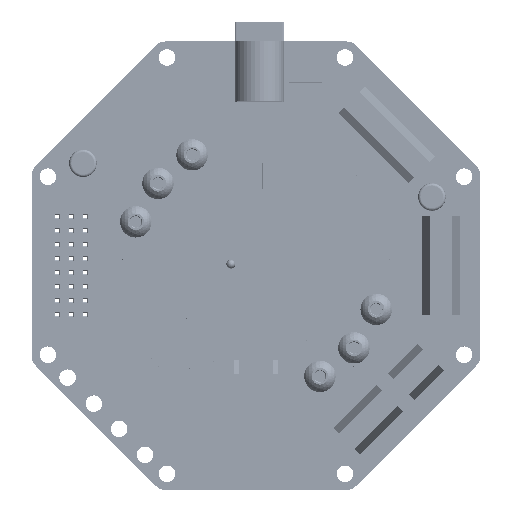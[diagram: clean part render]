
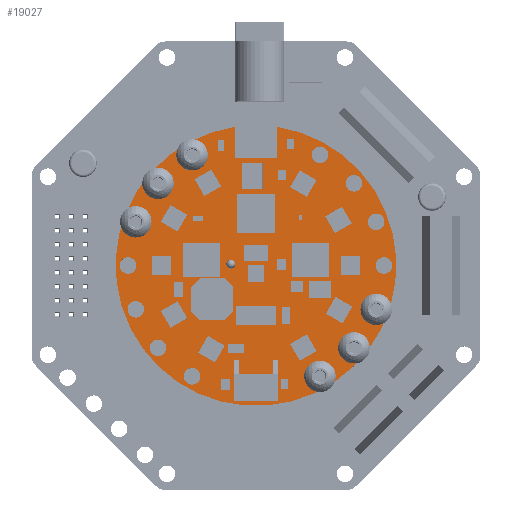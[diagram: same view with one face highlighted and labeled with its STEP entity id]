
A CAD part, top view. The second image highlights one B-rep face of the part: STEP entity #19027.
In plain terms, the highlighted planar face has unit normal (0, 0, 1).
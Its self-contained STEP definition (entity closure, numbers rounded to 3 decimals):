
#573=FACE_BOUND('',#3552,.T.);
#574=FACE_BOUND('',#3553,.T.);
#575=FACE_BOUND('',#3554,.T.);
#576=FACE_BOUND('',#3555,.T.);
#577=FACE_BOUND('',#3556,.T.);
#578=FACE_BOUND('',#3557,.T.);
#579=FACE_BOUND('',#3558,.T.);
#580=FACE_BOUND('',#3559,.T.);
#581=FACE_BOUND('',#3560,.T.);
#582=FACE_BOUND('',#3561,.T.);
#583=FACE_BOUND('',#3562,.T.);
#584=FACE_BOUND('',#3563,.T.);
#585=FACE_BOUND('',#3564,.T.);
#586=FACE_BOUND('',#3565,.T.);
#884=CIRCLE('',#20527,1.5);
#886=CIRCLE('',#20530,1.5);
#888=CIRCLE('',#20533,1.5);
#890=CIRCLE('',#20536,1.5);
#892=CIRCLE('',#20539,1.5);
#894=CIRCLE('',#20542,1.5);
#896=CIRCLE('',#20545,1.5);
#898=CIRCLE('',#20548,1.5);
#900=CIRCLE('',#20551,1.5);
#902=CIRCLE('',#20554,1.5);
#904=CIRCLE('',#20557,1.5);
#906=CIRCLE('',#20560,1.5);
#908=CIRCLE('',#20563,1.5);
#910=CIRCLE('',#20566,1.5);
#913=CIRCLE('',#20571,25.43);
#2190=FACE_OUTER_BOUND('',#3551,.T.);
#3551=EDGE_LOOP('',(#15848,#15849));
#3552=EDGE_LOOP('',(#15850));
#3553=EDGE_LOOP('',(#15851));
#3554=EDGE_LOOP('',(#15852));
#3555=EDGE_LOOP('',(#15853));
#3556=EDGE_LOOP('',(#15854));
#3557=EDGE_LOOP('',(#15855));
#3558=EDGE_LOOP('',(#15856));
#3559=EDGE_LOOP('',(#15857));
#3560=EDGE_LOOP('',(#15858));
#3561=EDGE_LOOP('',(#15859));
#3562=EDGE_LOOP('',(#15860));
#3563=EDGE_LOOP('',(#15861));
#3564=EDGE_LOOP('',(#15862));
#3565=EDGE_LOOP('',(#15863));
#5428=LINE('',#29795,#7464);
#7464=VECTOR('',#24682,10.);
#9133=VERTEX_POINT('',#29705);
#9135=VERTEX_POINT('',#29711);
#9137=VERTEX_POINT('',#29717);
#9139=VERTEX_POINT('',#29723);
#9141=VERTEX_POINT('',#29729);
#9143=VERTEX_POINT('',#29735);
#9145=VERTEX_POINT('',#29741);
#9147=VERTEX_POINT('',#29747);
#9149=VERTEX_POINT('',#29753);
#9151=VERTEX_POINT('',#29759);
#9153=VERTEX_POINT('',#29765);
#9155=VERTEX_POINT('',#29771);
#9157=VERTEX_POINT('',#29777);
#9159=VERTEX_POINT('',#29783);
#9163=VERTEX_POINT('',#29792);
#9164=VERTEX_POINT('',#29794);
#11434=EDGE_CURVE('',#9133,#9133,#884,.T.);
#11437=EDGE_CURVE('',#9135,#9135,#886,.T.);
#11440=EDGE_CURVE('',#9137,#9137,#888,.T.);
#11443=EDGE_CURVE('',#9139,#9139,#890,.T.);
#11446=EDGE_CURVE('',#9141,#9141,#892,.T.);
#11449=EDGE_CURVE('',#9143,#9143,#894,.T.);
#11452=EDGE_CURVE('',#9145,#9145,#896,.T.);
#11455=EDGE_CURVE('',#9147,#9147,#898,.T.);
#11458=EDGE_CURVE('',#9149,#9149,#900,.T.);
#11461=EDGE_CURVE('',#9151,#9151,#902,.T.);
#11464=EDGE_CURVE('',#9153,#9153,#904,.T.);
#11467=EDGE_CURVE('',#9155,#9155,#906,.T.);
#11470=EDGE_CURVE('',#9157,#9157,#908,.T.);
#11473=EDGE_CURVE('',#9159,#9159,#910,.T.);
#11478=EDGE_CURVE('',#9164,#9163,#5428,.T.);
#11481=EDGE_CURVE('',#9163,#9164,#913,.T.);
#15848=ORIENTED_EDGE('',*,*,#11481,.T.);
#15849=ORIENTED_EDGE('',*,*,#11478,.T.);
#15850=ORIENTED_EDGE('',*,*,#11473,.T.);
#15851=ORIENTED_EDGE('',*,*,#11470,.T.);
#15852=ORIENTED_EDGE('',*,*,#11467,.T.);
#15853=ORIENTED_EDGE('',*,*,#11464,.T.);
#15854=ORIENTED_EDGE('',*,*,#11461,.T.);
#15855=ORIENTED_EDGE('',*,*,#11458,.T.);
#15856=ORIENTED_EDGE('',*,*,#11455,.T.);
#15857=ORIENTED_EDGE('',*,*,#11452,.T.);
#15858=ORIENTED_EDGE('',*,*,#11449,.T.);
#15859=ORIENTED_EDGE('',*,*,#11446,.T.);
#15860=ORIENTED_EDGE('',*,*,#11443,.T.);
#15861=ORIENTED_EDGE('',*,*,#11440,.T.);
#15862=ORIENTED_EDGE('',*,*,#11437,.T.);
#15863=ORIENTED_EDGE('',*,*,#11434,.T.);
#18023=PLANE('',#20572);
#19027=ADVANCED_FACE('',(#2190,#573,#574,#575,#576,#577,#578,#579,#580,
#581,#582,#583,#584,#585,#586),#18023,.T.);
#20527=AXIS2_PLACEMENT_3D('',#29706,#24582,#24583);
#20530=AXIS2_PLACEMENT_3D('',#29712,#24589,#24590);
#20533=AXIS2_PLACEMENT_3D('',#29718,#24596,#24597);
#20536=AXIS2_PLACEMENT_3D('',#29724,#24603,#24604);
#20539=AXIS2_PLACEMENT_3D('',#29730,#24610,#24611);
#20542=AXIS2_PLACEMENT_3D('',#29736,#24617,#24618);
#20545=AXIS2_PLACEMENT_3D('',#29742,#24624,#24625);
#20548=AXIS2_PLACEMENT_3D('',#29748,#24631,#24632);
#20551=AXIS2_PLACEMENT_3D('',#29754,#24638,#24639);
#20554=AXIS2_PLACEMENT_3D('',#29760,#24645,#24646);
#20557=AXIS2_PLACEMENT_3D('',#29766,#24652,#24653);
#20560=AXIS2_PLACEMENT_3D('',#29772,#24659,#24660);
#20563=AXIS2_PLACEMENT_3D('',#29778,#24666,#24667);
#20566=AXIS2_PLACEMENT_3D('',#29784,#24673,#24674);
#20571=AXIS2_PLACEMENT_3D('',#29799,#24688,#24689);
#20572=AXIS2_PLACEMENT_3D('',#29800,#24690,#24691);
#24582=DIRECTION('center_axis',(0.,0.,-1.));
#24583=DIRECTION('ref_axis',(1.,0.,0.));
#24589=DIRECTION('center_axis',(0.,0.,-1.));
#24590=DIRECTION('ref_axis',(1.,0.,0.));
#24596=DIRECTION('center_axis',(0.,0.,-1.));
#24597=DIRECTION('ref_axis',(1.,0.,0.));
#24603=DIRECTION('center_axis',(0.,0.,-1.));
#24604=DIRECTION('ref_axis',(1.,0.,0.));
#24610=DIRECTION('center_axis',(0.,0.,-1.));
#24611=DIRECTION('ref_axis',(1.,0.,0.));
#24617=DIRECTION('center_axis',(0.,0.,-1.));
#24618=DIRECTION('ref_axis',(1.,0.,0.));
#24624=DIRECTION('center_axis',(0.,0.,-1.));
#24625=DIRECTION('ref_axis',(1.,0.,0.));
#24631=DIRECTION('center_axis',(0.,0.,-1.));
#24632=DIRECTION('ref_axis',(1.,0.,0.));
#24638=DIRECTION('center_axis',(0.,0.,-1.));
#24639=DIRECTION('ref_axis',(1.,0.,0.));
#24645=DIRECTION('center_axis',(0.,0.,-1.));
#24646=DIRECTION('ref_axis',(1.,0.,0.));
#24652=DIRECTION('center_axis',(0.,0.,-1.));
#24653=DIRECTION('ref_axis',(1.,0.,0.));
#24659=DIRECTION('center_axis',(0.,0.,-1.));
#24660=DIRECTION('ref_axis',(1.,0.,0.));
#24666=DIRECTION('center_axis',(0.,0.,-1.));
#24667=DIRECTION('ref_axis',(1.,0.,0.));
#24673=DIRECTION('center_axis',(0.,0.,-1.));
#24674=DIRECTION('ref_axis',(1.,0.,0.));
#24682=DIRECTION('',(-1.,0.,0.));
#24688=DIRECTION('center_axis',(0.,0.,1.));
#24689=DIRECTION('ref_axis',(1.,0.,0.));
#24690=DIRECTION('center_axis',(0.,0.,1.));
#24691=DIRECTION('ref_axis',(1.,0.,0.));
#29705=CARTESIAN_POINT('',(-19.255,-14.898,1.6));
#29706=CARTESIAN_POINT('Origin',(-17.755,-14.898,1.6));
#29711=CARTESIAN_POINT('',(20.28,7.927,1.6));
#29712=CARTESIAN_POINT('Origin',(21.78,7.927,1.6));
#29717=CARTESIAN_POINT('',(-23.28,-7.927,1.6));
#29718=CARTESIAN_POINT('Origin',(-21.78,-7.927,1.6));
#29723=CARTESIAN_POINT('',(10.089,20.072,1.6));
#29724=CARTESIAN_POINT('Origin',(11.589,20.072,1.6));
#29729=CARTESIAN_POINT('',(20.28,-7.927,1.6));
#29730=CARTESIAN_POINT('Origin',(21.78,-7.927,1.6));
#29735=CARTESIAN_POINT('',(-13.089,20.072,1.6));
#29736=CARTESIAN_POINT('Origin',(-11.589,20.072,1.6));
#29741=CARTESIAN_POINT('',(-13.089,-20.072,1.6));
#29742=CARTESIAN_POINT('Origin',(-11.589,-20.072,1.6));
#29747=CARTESIAN_POINT('',(16.255,14.898,1.6));
#29748=CARTESIAN_POINT('Origin',(17.755,14.898,1.6));
#29753=CARTESIAN_POINT('',(-23.28,7.927,1.6));
#29754=CARTESIAN_POINT('Origin',(-21.78,7.927,1.6));
#29759=CARTESIAN_POINT('',(21.678,0.,1.6));
#29760=CARTESIAN_POINT('Origin',(23.178,0.,1.6));
#29765=CARTESIAN_POINT('',(16.255,-14.898,1.6));
#29766=CARTESIAN_POINT('Origin',(17.755,-14.898,1.6));
#29771=CARTESIAN_POINT('',(-24.678,0.,1.6));
#29772=CARTESIAN_POINT('Origin',(-23.178,0.,1.6));
#29777=CARTESIAN_POINT('',(10.089,-20.072,1.6));
#29778=CARTESIAN_POINT('Origin',(11.589,-20.072,1.6));
#29783=CARTESIAN_POINT('',(-19.255,14.898,1.6));
#29784=CARTESIAN_POINT('Origin',(-17.755,14.898,1.6));
#29792=CARTESIAN_POINT('',(-3.757,25.151,1.6));
#29794=CARTESIAN_POINT('',(3.757,25.151,1.6));
#29795=CARTESIAN_POINT('',(-9.,25.151,1.6));
#29799=CARTESIAN_POINT('Origin',(0.,0.,1.6));
#29800=CARTESIAN_POINT('Origin',(0.,-0.139,1.6));
